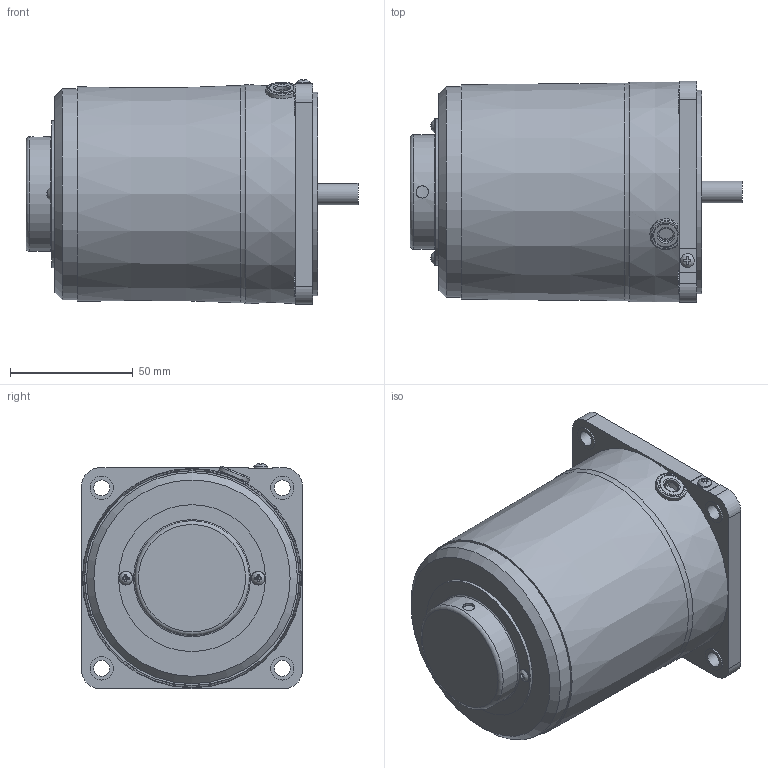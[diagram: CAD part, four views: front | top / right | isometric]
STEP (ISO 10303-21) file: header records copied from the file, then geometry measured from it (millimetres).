
FILE_DESCRIPTION((''),'2;1');
FILE_NAME('S9I40G_-S(V)12CE.stp','2011-07-26T16:44:27',('jy-jung'),(''),'Autodesk Inventor 2011','Autodesk Inventor 2011','');
FILE_SCHEMA(('AUTOMOTIVE_DESIGN { 1 0 10303 214 1 1 1 1 }'));
Length unit declared in the file: millimetre
Products named in the file (1): 부품36
Bounding box: 135.3 x 90 x 91.76 mm (x, y, z)
Volume: 668296 mm3; surface area: 51738.6 mm2
Topology: 1 solids, 6 shells, 163 faces, 385 edges, 251 vertices
Faces by surface type: plane 101, cylinder 45, torus 10, cone 4, bspline 3
Full cylindrical faces by diameter (mm): 3 x2, 3.5 x2, 5 x1, 5.6 x3, 6 x1, 6.5 x4, 8.7 x1, 9.5 x4, 10 x1, 40 x1, 44.7 x1, 46.7 x1, 47.7 x1, 59.9 x1, 83 x1, 86 x1
Entity records: 4881 total; most frequent: CARTESIAN_POINT 1174, DIRECTION 714, ORIENTED_EDGE 672, EDGE_CURVE 336, AXIS2_PLACEMENT_3D 264, VERTEX_POINT 245, EDGE_LOOP 239, VECTOR 186
